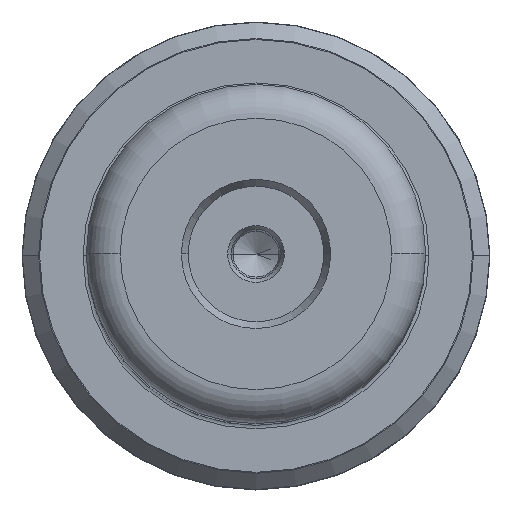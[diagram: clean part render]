
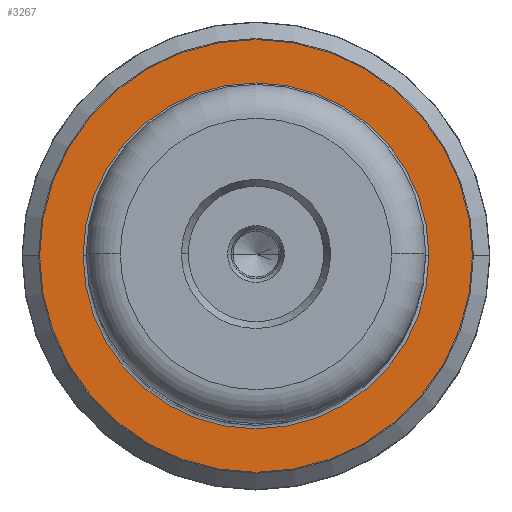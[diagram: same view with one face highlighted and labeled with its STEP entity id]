
A CAD part, top view. The second image highlights one B-rep face of the part: STEP entity #3267.
In plain terms, the highlighted planar face has unit normal (0, 0, 1).
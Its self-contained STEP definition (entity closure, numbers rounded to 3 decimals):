
#136 = ORIENTED_EDGE ( 'NONE', *, *, #1055, .T. ) ;
#318 = CARTESIAN_POINT ( 'NONE',  ( 25.5, 0., 50. ) ) ;
#515 = ORIENTED_EDGE ( 'NONE', *, *, #543, .T. ) ;
#543 = EDGE_CURVE ( 'NONE', #915, #3305, #2404, .T. ) ;
#756 = EDGE_LOOP ( 'NONE', ( #3515, #136 ) ) ;
#807 = CIRCLE ( 'NONE', #3236, 25.5 ) ;
#907 = DIRECTION ( 'NONE',  ( 1., 0., 0. ) ) ;
#915 = VERTEX_POINT ( 'NONE', #3233 ) ;
#1002 = DIRECTION ( 'NONE',  ( 1., 0., 0. ) ) ;
#1042 = VERTEX_POINT ( 'NONE', #2561 ) ;
#1055 = EDGE_CURVE ( 'NONE', #3005, #1042, #2964, .T. ) ;
#1527 = FACE_OUTER_BOUND ( 'NONE', #3790, .T. ) ;
#1535 = DIRECTION ( 'NONE',  ( 0., 0., -1. ) ) ;
#1570 = FACE_BOUND ( 'NONE', #756, .T. ) ;
#1642 = DIRECTION ( 'NONE',  ( 0., 0., 1. ) ) ;
#2112 = AXIS2_PLACEMENT_3D ( 'NONE', #4154, #2201, #907 ) ;
#2184 = DIRECTION ( 'NONE',  ( -1., 0., 0. ) ) ;
#2201 = DIRECTION ( 'NONE',  ( 0., 0., 1. ) ) ;
#2230 = CARTESIAN_POINT ( 'NONE',  ( 0., 0., 50. ) ) ;
#2261 = AXIS2_PLACEMENT_3D ( 'NONE', #2230, #1535, #2184 ) ;
#2371 = CARTESIAN_POINT ( 'NONE',  ( 0., 0., 50. ) ) ;
#2379 = CARTESIAN_POINT ( 'NONE',  ( 0., 0., 50. ) ) ;
#2404 = CIRCLE ( 'NONE', #2682, 31.917 ) ;
#2561 = CARTESIAN_POINT ( 'NONE',  ( -25.5, 0., 50. ) ) ;
#2673 = DIRECTION ( 'NONE',  ( 0., 0., 1. ) ) ;
#2682 = AXIS2_PLACEMENT_3D ( 'NONE', #2697, #2673, #1002 ) ;
#2697 = CARTESIAN_POINT ( 'NONE',  ( 0., 0., 50. ) ) ;
#2800 = DIRECTION ( 'NONE',  ( 0., 0., -1. ) ) ;
#2863 = AXIS2_PLACEMENT_3D ( 'NONE', #2379, #1642, #3280 ) ;
#2907 = PLANE ( 'NONE',  #2112 ) ;
#2964 = CIRCLE ( 'NONE', #2261, 25.5 ) ;
#3005 = VERTEX_POINT ( 'NONE', #318 ) ;
#3100 = EDGE_CURVE ( 'NONE', #3305, #915, #4147, .T. ) ;
#3211 = ORIENTED_EDGE ( 'NONE', *, *, #3100, .T. ) ;
#3233 = CARTESIAN_POINT ( 'NONE',  ( 31.917, 0., 50. ) ) ;
#3236 = AXIS2_PLACEMENT_3D ( 'NONE', #2371, #2800, #3425 ) ;
#3267 = ADVANCED_FACE ( 'NONE', ( #1570, #1527 ), #2907, .T. ) ;
#3280 = DIRECTION ( 'NONE',  ( 1., 0., 0. ) ) ;
#3305 = VERTEX_POINT ( 'NONE', #3881 ) ;
#3425 = DIRECTION ( 'NONE',  ( -1., 0., 0. ) ) ;
#3515 = ORIENTED_EDGE ( 'NONE', *, *, #3953, .T. ) ;
#3790 = EDGE_LOOP ( 'NONE', ( #515, #3211 ) ) ;
#3881 = CARTESIAN_POINT ( 'NONE',  ( -31.917, 0., 50. ) ) ;
#3953 = EDGE_CURVE ( 'NONE', #1042, #3005, #807, .T. ) ;
#4147 = CIRCLE ( 'NONE', #2863, 31.917 ) ;
#4154 = CARTESIAN_POINT ( 'NONE',  ( 0., 0., 50. ) ) ;
